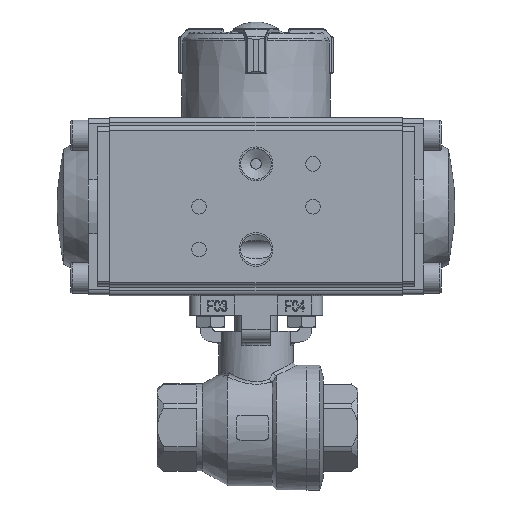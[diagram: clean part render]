
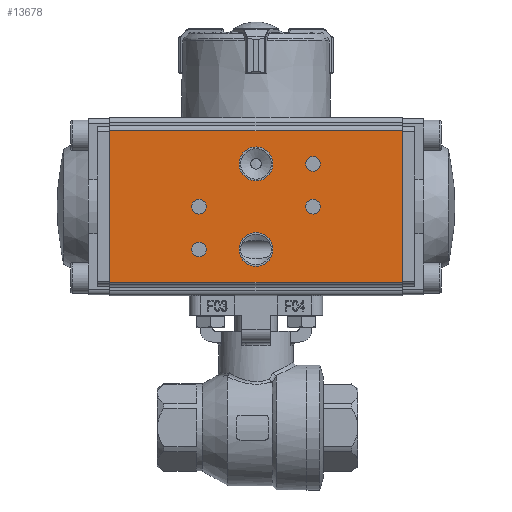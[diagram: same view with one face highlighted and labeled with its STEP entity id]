
A CAD part, front view. The second image highlights one B-rep face of the part: STEP entity #13678.
In plain terms, the highlighted face is planar.
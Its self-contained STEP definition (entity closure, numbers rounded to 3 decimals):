
#643=PLANE('',#15174);
#1070=CIRCLE('',#15024,2.067);
#1072=CIRCLE('',#15027,2.067);
#1121=CIRCLE('',#15103,4.765);
#1123=CIRCLE('',#15106,4.765);
#1125=CIRCLE('',#15109,2.067);
#1127=CIRCLE('',#15112,2.067);
#2009=LINE('',#25237,#2879);
#2013=LINE('',#25247,#2883);
#2014=LINE('',#25249,#2884);
#2015=LINE('',#25251,#2885);
#2879=VECTOR('',#17820,1000.);
#2883=VECTOR('',#17830,1000.);
#2884=VECTOR('',#17831,1000.);
#2885=VECTOR('',#17832,1000.);
#5070=ORIENTED_EDGE('',*,*,#7979,.F.);
#5071=ORIENTED_EDGE('',*,*,#7980,.F.);
#5072=ORIENTED_EDGE('',*,*,#7981,.T.);
#5073=ORIENTED_EDGE('',*,*,#7974,.T.);
#5074=ORIENTED_EDGE('',*,*,#7866,.T.);
#5075=ORIENTED_EDGE('',*,*,#7868,.T.);
#5076=ORIENTED_EDGE('',*,*,#7931,.T.);
#5077=ORIENTED_EDGE('',*,*,#7929,.T.);
#5078=ORIENTED_EDGE('',*,*,#7927,.T.);
#5079=ORIENTED_EDGE('',*,*,#7925,.T.);
#7866=EDGE_CURVE('',#9504,#9504,#1070,.T.);
#7868=EDGE_CURVE('',#9506,#9506,#1072,.T.);
#7925=EDGE_CURVE('',#9561,#9561,#1121,.T.);
#7927=EDGE_CURVE('',#9563,#9563,#1123,.T.);
#7929=EDGE_CURVE('',#9565,#9565,#1125,.T.);
#7931=EDGE_CURVE('',#9567,#9567,#1127,.T.);
#7974=EDGE_CURVE('',#9599,#9598,#2009,.T.);
#7979=EDGE_CURVE('',#9602,#9598,#2013,.T.);
#7980=EDGE_CURVE('',#9603,#9602,#2014,.T.);
#7981=EDGE_CURVE('',#9603,#9599,#2015,.T.);
#9504=VERTEX_POINT('',#24895);
#9506=VERTEX_POINT('',#24900);
#9561=VERTEX_POINT('',#25104);
#9563=VERTEX_POINT('',#25109);
#9565=VERTEX_POINT('',#25114);
#9567=VERTEX_POINT('',#25119);
#9598=VERTEX_POINT('',#25236);
#9599=VERTEX_POINT('',#25238);
#9602=VERTEX_POINT('',#25248);
#9603=VERTEX_POINT('',#25250);
#11132=EDGE_LOOP('',(#5070,#5071,#5072,#5073));
#11133=EDGE_LOOP('',(#5074));
#11134=EDGE_LOOP('',(#5075));
#11135=EDGE_LOOP('',(#5076));
#11136=EDGE_LOOP('',(#5077));
#11137=EDGE_LOOP('',(#5078));
#11138=EDGE_LOOP('',(#5079));
#12358=FACE_BOUND('',#11132,.T.);
#12359=FACE_BOUND('',#11133,.T.);
#12360=FACE_BOUND('',#11134,.T.);
#12361=FACE_BOUND('',#11135,.T.);
#12362=FACE_BOUND('',#11136,.T.);
#12363=FACE_BOUND('',#11137,.T.);
#12364=FACE_BOUND('',#11138,.T.);
#13678=ADVANCED_FACE('',(#12358,#12359,#12360,#12361,#12362,#12363,#12364),
#643,.F.);
#15024=AXIS2_PLACEMENT_3D('',#24894,#17497,#17498);
#15027=AXIS2_PLACEMENT_3D('',#24899,#17503,#17504);
#15103=AXIS2_PLACEMENT_3D('',#25103,#17655,#17656);
#15106=AXIS2_PLACEMENT_3D('',#25108,#17661,#17662);
#15109=AXIS2_PLACEMENT_3D('',#25113,#17667,#17668);
#15112=AXIS2_PLACEMENT_3D('',#25118,#17673,#17674);
#15174=AXIS2_PLACEMENT_3D('',#25246,#17828,#17829);
#17497=DIRECTION('',(-1.,0.,0.));
#17498=DIRECTION('',(0.,0.,1.));
#17503=DIRECTION('',(-1.,0.,0.));
#17504=DIRECTION('',(0.,0.,1.));
#17655=DIRECTION('',(-1.,0.,0.));
#17656=DIRECTION('',(0.,0.,1.));
#17661=DIRECTION('',(-1.,0.,0.));
#17662=DIRECTION('',(0.,0.,1.));
#17667=DIRECTION('',(-1.,0.,0.));
#17668=DIRECTION('',(0.,0.,1.));
#17673=DIRECTION('',(-1.,0.,0.));
#17674=DIRECTION('',(0.,0.,1.));
#17820=DIRECTION('',(0.,0.,1.));
#17828=DIRECTION('',(-1.,0.,0.));
#17829=DIRECTION('',(0.,0.,1.));
#17830=DIRECTION('',(0.,1.,0.));
#17831=DIRECTION('',(0.,0.,1.));
#17832=DIRECTION('',(0.,1.,0.));
#24894=CARTESIAN_POINT('',(27.,-12.,16.));
#24895=CARTESIAN_POINT('',(27.,-12.,18.067));
#24899=CARTESIAN_POINT('',(27.,0.,16.));
#24900=CARTESIAN_POINT('',(27.,0.,18.067));
#25103=CARTESIAN_POINT('',(27.,12.,0.));
#25104=CARTESIAN_POINT('',(27.,12.,4.765));
#25108=CARTESIAN_POINT('',(27.,-12.,0.));
#25109=CARTESIAN_POINT('',(27.,-12.,4.765));
#25113=CARTESIAN_POINT('',(27.,0.,-16.));
#25114=CARTESIAN_POINT('',(27.,0.,-13.933));
#25118=CARTESIAN_POINT('',(27.,12.,-16.));
#25119=CARTESIAN_POINT('',(27.,12.,-13.933));
#25236=CARTESIAN_POINT('',(27.,21.25,41.));
#25237=CARTESIAN_POINT('',(27.,21.25,0.));
#25238=CARTESIAN_POINT('',(27.,21.25,-41.));
#25246=CARTESIAN_POINT('',(27.,21.75,0.));
#25247=CARTESIAN_POINT('',(27.,0.,41.));
#25248=CARTESIAN_POINT('',(27.,-21.25,41.));
#25249=CARTESIAN_POINT('',(27.,-21.25,0.));
#25250=CARTESIAN_POINT('',(27.,-21.25,-41.));
#25251=CARTESIAN_POINT('',(27.,0.,-41.));
